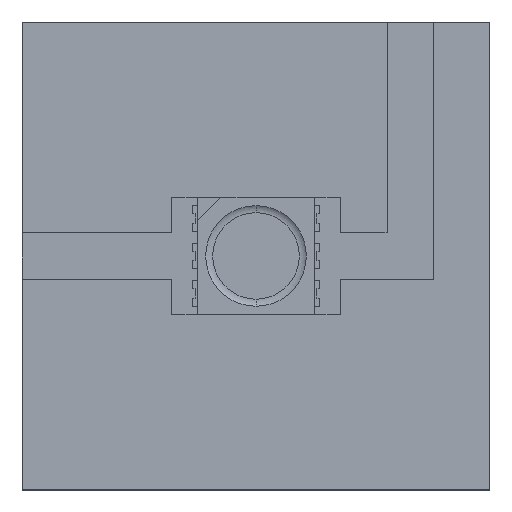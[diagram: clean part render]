
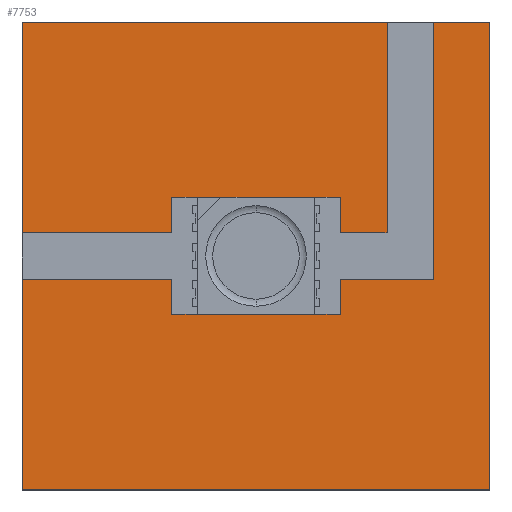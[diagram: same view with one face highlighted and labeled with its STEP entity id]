
A CAD part, top view. The second image highlights one B-rep face of the part: STEP entity #7753.
In plain terms, the highlighted planar face has unit normal (0, 0, 1).
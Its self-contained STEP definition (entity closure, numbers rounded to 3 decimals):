
#7638=DIRECTION('',(1.,0.,0.));
#7639=VECTOR('',#7638,20.);
#7640=CARTESIAN_POINT('',(-10.,-10.,-0.035));
#7641=LINE('',#7640,#7639);
#7645=DIRECTION('',(0.,-1.,0.));
#7646=VECTOR('',#7645,20.);
#7647=CARTESIAN_POINT('',(-10.,10.,-0.035));
#7648=LINE('',#7647,#7646);
#7652=DIRECTION('',(-1.,0.,0.));
#7653=VECTOR('',#7652,20.);
#7654=CARTESIAN_POINT('',(10.,10.,-0.035));
#7655=LINE('',#7654,#7653);
#7659=DIRECTION('',(0.,1.,0.));
#7660=VECTOR('',#7659,20.);
#7661=CARTESIAN_POINT('',(10.,-10.,-0.035));
#7662=LINE('',#7661,#7660);
#7722=CARTESIAN_POINT('',(-10.,-10.,-0.035));
#7723=CARTESIAN_POINT('',(10.,-10.,-0.035));
#7724=VERTEX_POINT('',#7722);
#7725=VERTEX_POINT('',#7723);
#7726=CARTESIAN_POINT('',(10.,10.,-0.035));
#7727=VERTEX_POINT('',#7726);
#7728=CARTESIAN_POINT('',(-10.,10.,-0.035));
#7729=VERTEX_POINT('',#7728);
#7738=CARTESIAN_POINT('',(0.,0.,-0.035));
#7739=DIRECTION('',(0.,0.,1.));
#7740=DIRECTION('',(0.,1.,0.));
#7741=AXIS2_PLACEMENT_3D('',#7738,#7739,#7740);
#7742=PLANE('',#7741);
#7744=ORIENTED_EDGE('',*,*,#7743,.F.);
#7746=ORIENTED_EDGE('',*,*,#7745,.F.);
#7748=ORIENTED_EDGE('',*,*,#7747,.F.);
#7750=ORIENTED_EDGE('',*,*,#7749,.F.);
#7751=EDGE_LOOP('',(#7744,#7746,#7748,#7750));
#7752=FACE_OUTER_BOUND('',#7751,.F.);
#7753=ADVANCED_FACE('',(#7752),#7742,.T.);
#7743=EDGE_CURVE('',#7724,#7725,#7641,.T.);
#7745=EDGE_CURVE('',#7729,#7724,#7648,.T.);
#7747=EDGE_CURVE('',#7727,#7729,#7655,.T.);
#7749=EDGE_CURVE('',#7725,#7727,#7662,.T.);
